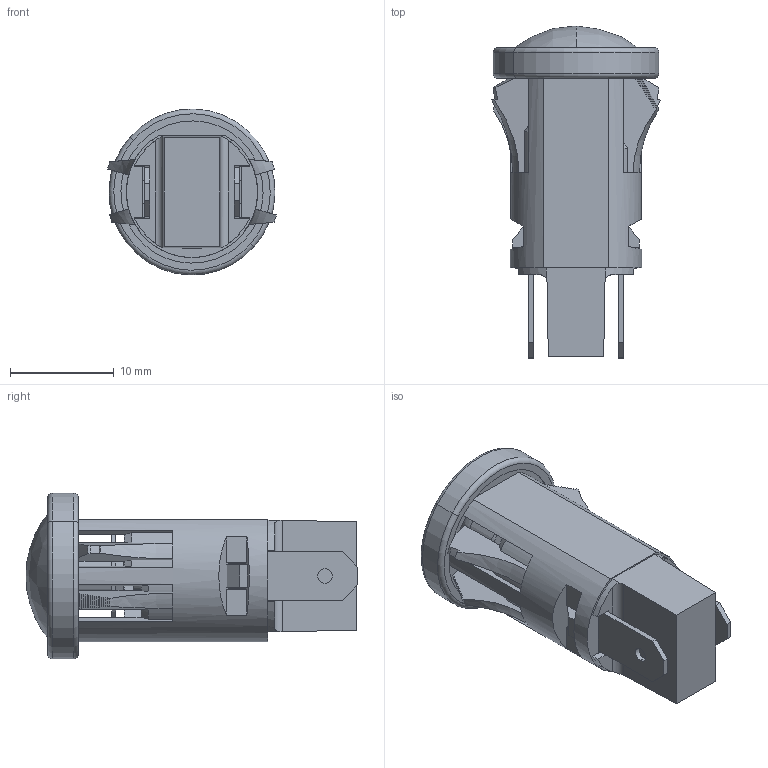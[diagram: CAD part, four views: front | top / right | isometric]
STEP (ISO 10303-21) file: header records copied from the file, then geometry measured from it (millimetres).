
FILE_DESCRIPTION (( 'STEP AP214' ), '1' );
FILE_NAME ('1092QDX-XXV.STEP', '2018-04-10T23:02:24', ( 'user' ), ( 'Microsoft' ), 'SwSTEP 2.0', 'SolidWorks 2016', '' );
FILE_SCHEMA (( 'AUTOMOTIVE_DESIGN' ));
Length unit declared in the file: inch
Products named in the file (12): Resistor 0.5W_resistor cut and bent; MR1291 & MR3671 - B11442_preformed for 1091; D11450-0x - B8791_D11450-05 Green; 5mm LED standard; MT4469T - C9470; MB0460x - B10033; E53911-A; E14064-A - C8185; 1092QDX-XXV; OW-00083; MT3721-A9709; tubing^1092QXX-XXV
Assembly tree (13 placements, depth 2):
  1092QDX-XXV
    E14064-A - C8185
    E53911-A
    MB0460x - B10033
    MT4469T - C9470  x2
    5mm LED standard
    D11450-0x - B8791_D11450-05 Green
    MR1291 & MR3671 - B11442_preformed for 1091
    Resistor 0.5W_resistor cut and bent
    tubing^1092QXX-XXV
    MT3721-A9709  x2
    OW-00083
Bounding box: 16.28 x 32.01 x 16 mm (x, y, z)
Volume: 1742.4 mm3; surface area: 4943.1 mm2
Topology: 16 solids, 16 shells, 498 faces, 1321 edges, 852 vertices
Faces by surface type: plane 243, cylinder 151, torus 74, cone 18, sphere 8, bspline 4
Entity records: 18449 total; most frequent: CARTESIAN_POINT 5799, DIRECTION 2528, ORIENTED_EDGE 2366, EDGE_CURVE 1183, AXIS2_PLACEMENT_3D 955, VERTEX_POINT 766, VECTOR 618, LINE 618
